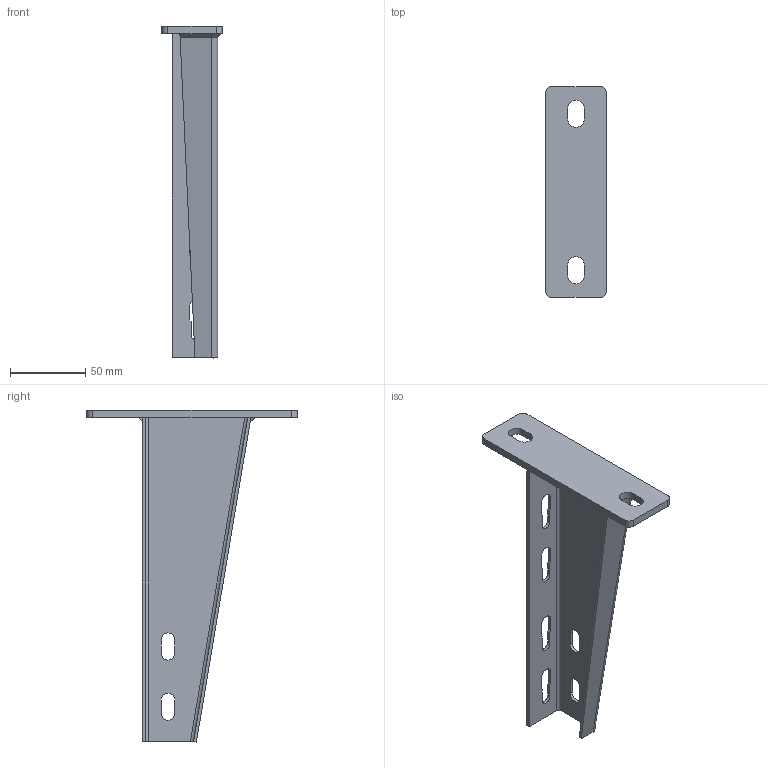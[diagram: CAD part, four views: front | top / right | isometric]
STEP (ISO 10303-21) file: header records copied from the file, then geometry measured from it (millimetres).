
FILE_DESCRIPTION((''),'2;1');
FILE_NAME('712120_ASM','2018-11-08T18:00:58',('tomasz.grudniewski'),(''),'CREO PARAMETRIC BY PTC INC, 2018260','CREO PARAMETRIC BY PTC INC, 2018260','');
FILE_SCHEMA(('CONFIG_CONTROL_DESIGN'));
Length unit declared in the file: millimetre
Products named in the file (3): PODSTAWA_40X140_PRT; WWCN_RAMIE_200_PRT; 712120_ASM
Assembly tree (2 placements, depth 2):
  712120_ASM
    PODSTAWA_40X140_PRT
    WWCN_RAMIE_200_PRT
Bounding box: 40 x 140 x 220.36 mm (x, y, z)
Volume: 66010.3 mm3; surface area: 55019.3 mm2
Topology: 2 solids, 3 shells, 85 faces, 228 edges, 148 vertices
Faces by surface type: plane 57, cylinder 24, bspline 3, cone 1
Entity records: 2888 total; most frequent: CARTESIAN_POINT 633, ORIENTED_EDGE 444, DIRECTION 442, EDGE_CURVE 228, VECTOR 176, LINE 176, VERTEX_POINT 148, AXIS2_PLACEMENT_3D 133
